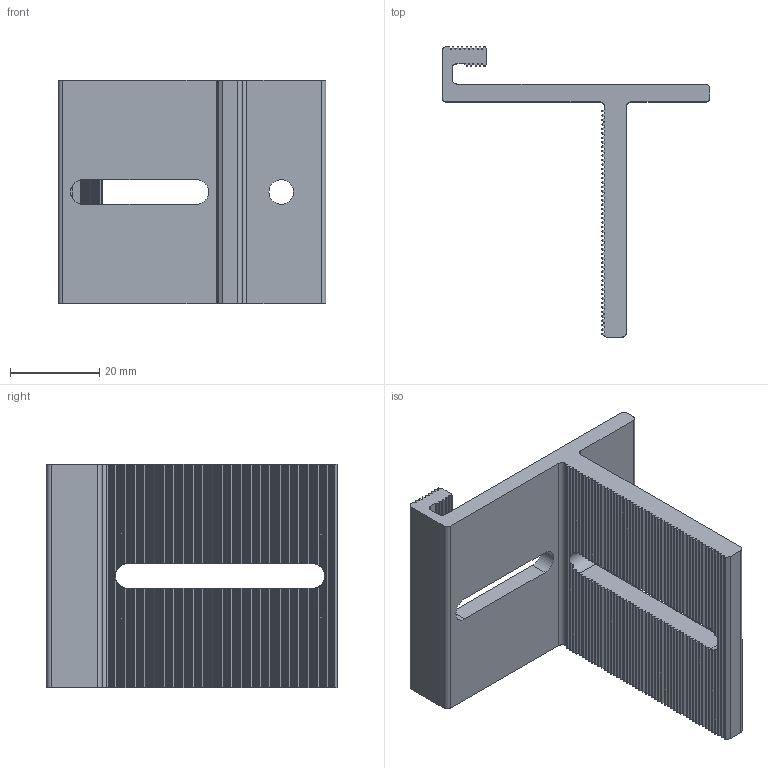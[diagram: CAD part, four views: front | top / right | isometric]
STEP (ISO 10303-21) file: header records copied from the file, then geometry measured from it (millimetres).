
FILE_DESCRIPTION((''),'2;1');
FILE_NAME('SZ5201N_A.stp','2013-08-30T10:53:36',('janine behrens'),(''),'Autodesk Inventor 2012','Autodesk Inventor 2012','');
FILE_SCHEMA(('AUTOMOTIVE_DESIGN { 1 0 10303 214 1 1 1 1 }'));
Length unit declared in the file: millimetre
Products named in the file (1): SZ5201N_A
Bounding box: 60 x 65.1 x 50 mm (x, y, z)
Volume: 25962.3 mm3; surface area: 15973.8 mm2
Topology: 1 solids, 1 shells, 480 faces, 1439 edges, 959 vertices
Faces by surface type: plane 242, cylinder 238
Full cylindrical faces by diameter (mm): 5.5 x1
Entity records: 16577 total; most frequent: CARTESIAN_POINT 3158, ORIENTED_EDGE 2874, DIRECTION 2857, EDGE_CURVE 1437, AXIS2_PLACEMENT_3D 961, VERTEX_POINT 958, VECTOR 935, LINE 935
